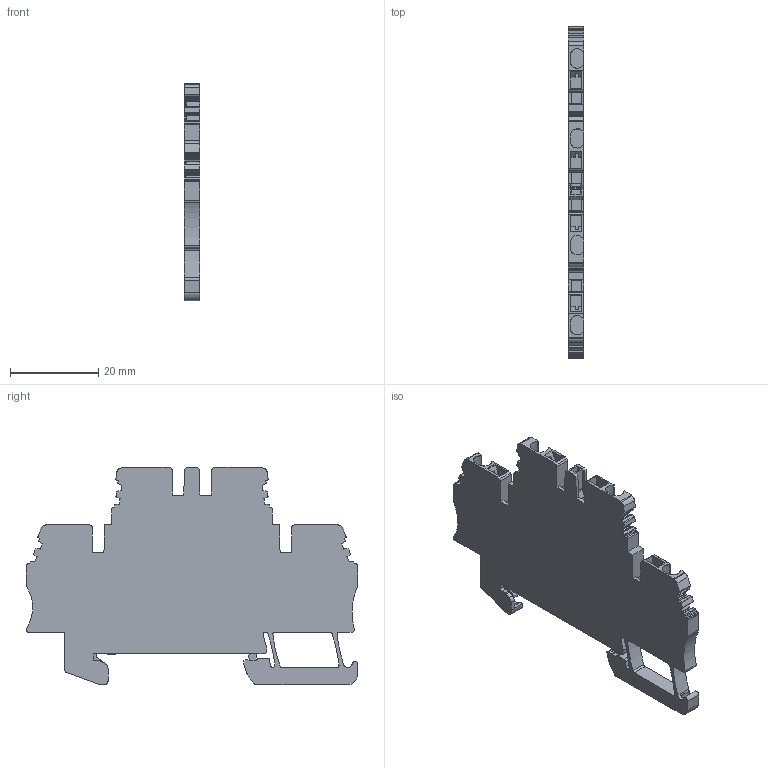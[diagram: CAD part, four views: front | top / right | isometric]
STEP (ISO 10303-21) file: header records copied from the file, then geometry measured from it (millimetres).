
FILE_DESCRIPTION(('CATIA V5 STEP Exchange','CAx-IF Rec.Pracs.--- Model Styling and Organization---1.4--- 2014-01-23'),'2;1');
FILE_NAME ('021749-2_0_1791120000_1791120000.stp','2021-05-17T08:13:37+00:00',('none'),('Weidmueller'),'CATIA Version 5-6 Release 2016 SP3 HF44','CATIA V5 STEP AP214','none');
FILE_SCHEMA(('AUTOMOTIVE_DESIGN { 1 0 10303 214 1 1 1 1 }'));
Length unit declared in the file: millimetre
Products named in the file (1): 1791120000
Bounding box: 3.5 x 75.14 x 49.25 mm (x, y, z)
Volume: 8340.7 mm3; surface area: 8441.7 mm2
Topology: 6 solids, 7 shells, 686 faces, 2057 edges, 1389 vertices
Faces by surface type: plane 414, cylinder 271, extrusion 1
Entity records: 22697 total; most frequent: CARTESIAN_POINT 4590, ORIENTED_EDGE 4114, DIRECTION 3172, EDGE_CURVE 2057, VECTOR 1451, LINE 1450, VERTEX_POINT 1389, AXIS2_PLACEMENT_3D 1129
